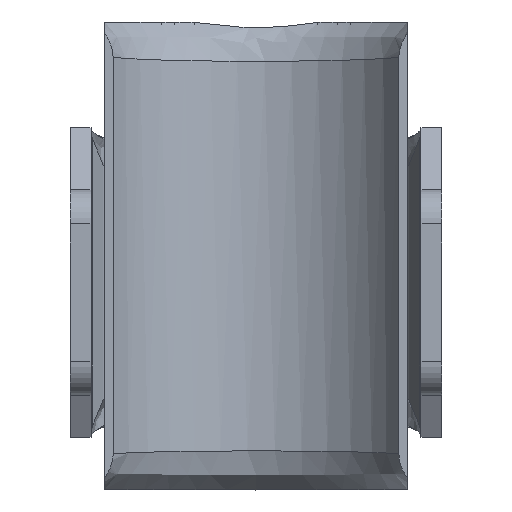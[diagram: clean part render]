
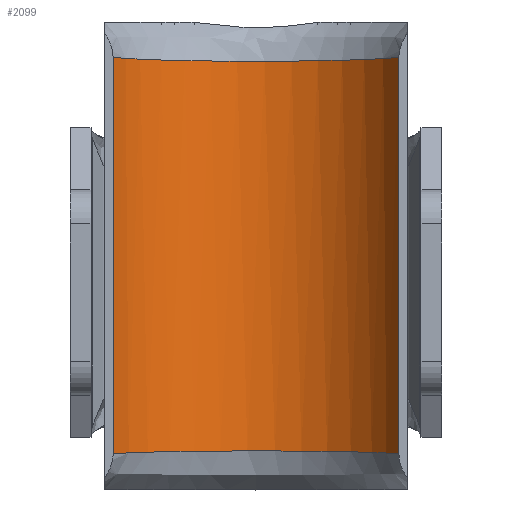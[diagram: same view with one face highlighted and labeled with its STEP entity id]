
A CAD part, front view. The second image highlights one B-rep face of the part: STEP entity #2099.
In plain terms, the highlighted cylindrical face has radius 12 mm (diameter 24 mm), a partial arc.
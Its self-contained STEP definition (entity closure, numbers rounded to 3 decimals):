
#41 = EDGE_CURVE ( 'NONE', #4521, #3498, #11993, .T. ) ;
#162 = B_SPLINE_CURVE_WITH_KNOTS ( 'NONE', 3,
 ( #14193, #8086, #13149, #14609, #4739, #4897, #3613, #15728, #10656, #13308, #14526, #9779, #14364, #11944, #1132, #4821, #8491, #14685, #10899, #3686, #14444, #2336, #7215, #7292, #8567, #1211, #13384, #2410, #10979, #15570 ),
 .UNSPECIFIED., .F., .F.,
 ( 4, 2, 2, 2, 2, 2, 2, 2, 2, 2, 2, 2, 2, 2, 4 ),
 ( 0., 0.002, 0.003, 0.005, 0.006, 0.008, 0.01, 0.013, 0.016, 0.017, 0.019, 0.021, 0.021, 0.022, 0.025 ),
 .UNSPECIFIED. ) ;
#398 = EDGE_CURVE ( 'NONE', #4521, #15572, #10339, .T. ) ;
#479 = AXIS2_PLACEMENT_3D ( 'NONE', #15757, #14472, #1002 ) ;
#931 = CARTESIAN_POINT ( 'NONE',  ( -8.126, -3.155, 14.286 ) ) ;
#1002 = DIRECTION ( 'NONE',  ( -1., 0., 0. ) ) ;
#1132 = CARTESIAN_POINT ( 'NONE',  ( -1.05, 0.001, -14.172 ) ) ;
#1211 = CARTESIAN_POINT ( 'NONE',  ( 8.119, -3.16, -14.286 ) ) ;
#1657 = CARTESIAN_POINT ( 'NONE',  ( 7.51, -2.637, 14.265 ) ) ;
#1744 = ORIENTED_EDGE ( 'NONE', *, *, #9736, .T. ) ;
#1777 = CARTESIAN_POINT ( 'NONE',  ( 10.392, -6., 17. ) ) ;
#1893 = CARTESIAN_POINT ( 'NONE',  ( 8.854, -3.883, 14.317 ) ) ;
#2099 = ADVANCED_FACE ( 'NONE', ( #9565 ), #2288, .F. ) ;
#2216 = CARTESIAN_POINT ( 'NONE',  ( -2.099, -0.139, 14.176 ) ) ;
#2288 = CYLINDRICAL_SURFACE ( 'NONE', #479, 12. ) ;
#2336 = CARTESIAN_POINT ( 'NONE',  ( 6.459, -1.873, -14.236 ) ) ;
#2410 = CARTESIAN_POINT ( 'NONE',  ( 9.23, -4.26, -14.333 ) ) ;
#2774 = CARTESIAN_POINT ( 'NONE',  ( 6.882, -2.156, 14.246 ) ) ;
#3498 = VERTEX_POINT ( 'NONE', #7107 ) ;
#3544 = CARTESIAN_POINT ( 'NONE',  ( -10.392, -6., 17. ) ) ;
#3613 = CARTESIAN_POINT ( 'NONE',  ( -7.719, -2.797, -14.272 ) ) ;
#3686 = CARTESIAN_POINT ( 'NONE',  ( 5.088, -1.12, -14.209 ) ) ;
#4059 = CARTESIAN_POINT ( 'NONE',  ( 10.392, -6., 14.417 ) ) ;
#4139 = CARTESIAN_POINT ( 'NONE',  ( 4.106, -0.712, 14.195 ) ) ;
#4377 = CARTESIAN_POINT ( 'NONE',  ( 3.603, -0.542, 14.189 ) ) ;
#4521 = VERTEX_POINT ( 'NONE', #11706 ) ;
#4739 = CARTESIAN_POINT ( 'NONE',  ( -8.854, -3.883, -14.317 ) ) ;
#4821 = CARTESIAN_POINT ( 'NONE',  ( 1.065, -0.001, -14.172 ) ) ;
#4897 = CARTESIAN_POINT ( 'NONE',  ( -8.116, -3.145, -14.286 ) ) ;
#5382 = DIRECTION ( 'NONE',  ( 0., 0., -1. ) ) ;
#5495 = CARTESIAN_POINT ( 'NONE',  ( 8.3, -3.33, 14.293 ) ) ;
#5578 = ORIENTED_EDGE ( 'NONE', *, *, #8510, .T. ) ;
#5653 = CARTESIAN_POINT ( 'NONE',  ( -6.459, -1.873, 14.236 ) ) ;
#5733 = CARTESIAN_POINT ( 'NONE',  ( 2.085, -0.136, 14.176 ) ) ;
#6539 = CARTESIAN_POINT ( 'NONE',  ( 5.544, -1.345, 14.217 ) ) ;
#6934 = CARTESIAN_POINT ( 'NONE',  ( -5.556, -1.351, 14.217 ) ) ;
#7061 = EDGE_LOOP ( 'NONE', ( #1744, #5578, #13085, #8742 ) ) ;
#7107 = CARTESIAN_POINT ( 'NONE',  ( -10.392, -6., 14.417 ) ) ;
#7215 = CARTESIAN_POINT ( 'NONE',  ( 6.894, -2.164, -14.247 ) ) ;
#7292 = CARTESIAN_POINT ( 'NONE',  ( 7.521, -2.645, -14.266 ) ) ;
#7809 = CARTESIAN_POINT ( 'NONE',  ( 10.128, -5.542, 14.394 ) ) ;
#8043 = CARTESIAN_POINT ( 'NONE',  ( -3.617, -0.546, 14.189 ) ) ;
#8086 = CARTESIAN_POINT ( 'NONE',  ( -10.128, -5.542, -14.394 ) ) ;
#8126 = CARTESIAN_POINT ( 'NONE',  ( -9.864, -5.085, 14.37 ) ) ;
#8209 = CARTESIAN_POINT ( 'NONE',  ( -4.12, -0.717, 14.195 ) ) ;
#8491 = CARTESIAN_POINT ( 'NONE',  ( 2.099, -0.139, -14.176 ) ) ;
#8510 = EDGE_CURVE ( 'NONE', #9052, #15572, #162, .T. ) ;
#8567 = CARTESIAN_POINT ( 'NONE',  ( 7.725, -2.814, -14.272 ) ) ;
#8742 = ORIENTED_EDGE ( 'NONE', *, *, #41, .T. ) ;
#8850 = CARTESIAN_POINT ( 'NONE',  ( 8.109, -3.151, 14.286 ) ) ;
#9052 = VERTEX_POINT ( 'NONE', #10637 ) ;
#9329 = CARTESIAN_POINT ( 'NONE',  ( 1.051, 0.001, 14.172 ) ) ;
#9496 = CARTESIAN_POINT ( 'NONE',  ( -6.894, -2.164, 14.247 ) ) ;
#9565 = FACE_OUTER_BOUND ( 'NONE', #7061, .T. ) ;
#9736 = EDGE_CURVE ( 'NONE', #3498, #9052, #14537, .T. ) ;
#9779 = CARTESIAN_POINT ( 'NONE',  ( -4.107, -0.712, -14.195 ) ) ;
#10223 = CARTESIAN_POINT ( 'NONE',  ( 5.076, -1.114, 14.209 ) ) ;
#10339 = LINE ( 'NONE', #1777, #13749 ) ;
#10356 = CARTESIAN_POINT ( 'NONE',  ( 10.392, -6., -14.417 ) ) ;
#10637 = CARTESIAN_POINT ( 'NONE',  ( -10.392, -6., -14.417 ) ) ;
#10656 = CARTESIAN_POINT ( 'NONE',  ( -6.447, -1.866, -14.236 ) ) ;
#10899 = CARTESIAN_POINT ( 'NONE',  ( 4.119, -0.717, -14.195 ) ) ;
#10979 = CARTESIAN_POINT ( 'NONE',  ( 9.864, -5.085, -14.37 ) ) ;
#11425 = CARTESIAN_POINT ( 'NONE',  ( 9.834, -5.104, 14.373 ) ) ;
#11706 = CARTESIAN_POINT ( 'NONE',  ( 10.392, -6., 14.417 ) ) ;
#11944 = CARTESIAN_POINT ( 'NONE',  ( -2.085, -0.136, -14.176 ) ) ;
#11993 = B_SPLINE_CURVE_WITH_KNOTS ( 'NONE', 3,
 ( #4059, #7809, #11425, #12857, #1893, #5495, #8850, #13759, #1657, #2774, #12549, #6539, #10223, #4139, #4377, #5733, #9329, #14154, #2216, #8043, #8209, #14483, #6934, #5653, #9496, #14235, #931, #15529, #8126, #13271 ),
 .UNSPECIFIED., .F., .F.,
 ( 4, 2, 2, 2, 2, 2, 2, 2, 2, 2, 2, 2, 2, 2, 4 ),
 ( 0., 0.002, 0.003, 0.004, 0.005, 0.006, 0.008, 0.01, 0.013, 0.016, 0.017, 0.019, 0.021, 0.022, 0.025 ),
 .UNSPECIFIED. ) ;
#12549 = CARTESIAN_POINT ( 'NONE',  ( 6.447, -1.866, 14.236 ) ) ;
#12700 = VECTOR ( 'NONE', #13319, 1000. ) ;
#12857 = CARTESIAN_POINT ( 'NONE',  ( 9.198, -4.275, 14.334 ) ) ;
#13085 = ORIENTED_EDGE ( 'NONE', *, *, #398, .F. ) ;
#13149 = CARTESIAN_POINT ( 'NONE',  ( -9.834, -5.104, -14.373 ) ) ;
#13271 = CARTESIAN_POINT ( 'NONE',  ( -10.392, -6., 14.417 ) ) ;
#13308 = CARTESIAN_POINT ( 'NONE',  ( -5.544, -1.345, -14.217 ) ) ;
#13319 = DIRECTION ( 'NONE',  ( 0., 0., -1. ) ) ;
#13384 = CARTESIAN_POINT ( 'NONE',  ( 8.31, -3.339, -14.294 ) ) ;
#13749 = VECTOR ( 'NONE', #5382, 1000. ) ;
#13759 = CARTESIAN_POINT ( 'NONE',  ( 7.715, -2.805, 14.272 ) ) ;
#14154 = CARTESIAN_POINT ( 'NONE',  ( -1.065, -0.001, 14.172 ) ) ;
#14193 = CARTESIAN_POINT ( 'NONE',  ( -10.392, -6., -14.417 ) ) ;
#14235 = CARTESIAN_POINT ( 'NONE',  ( -7.73, -2.806, 14.272 ) ) ;
#14364 = CARTESIAN_POINT ( 'NONE',  ( -3.603, -0.542, -14.189 ) ) ;
#14444 = CARTESIAN_POINT ( 'NONE',  ( 5.556, -1.351, -14.217 ) ) ;
#14472 = DIRECTION ( 'NONE',  ( 0., 0., -1. ) ) ;
#14483 = CARTESIAN_POINT ( 'NONE',  ( -5.089, -1.12, 14.209 ) ) ;
#14526 = CARTESIAN_POINT ( 'NONE',  ( -5.076, -1.114, -14.209 ) ) ;
#14537 = LINE ( 'NONE', #3544, #12700 ) ;
#14609 = CARTESIAN_POINT ( 'NONE',  ( -9.198, -4.275, -14.334 ) ) ;
#14685 = CARTESIAN_POINT ( 'NONE',  ( 3.616, -0.546, -14.189 ) ) ;
#15529 = CARTESIAN_POINT ( 'NONE',  ( -9.23, -4.261, 14.333 ) ) ;
#15570 = CARTESIAN_POINT ( 'NONE',  ( 10.392, -6., -14.417 ) ) ;
#15572 = VERTEX_POINT ( 'NONE', #10356 ) ;
#15728 = CARTESIAN_POINT ( 'NONE',  ( -6.883, -2.156, -14.246 ) ) ;
#15757 = CARTESIAN_POINT ( 'NONE',  ( 0., -12., 17. ) ) ;
